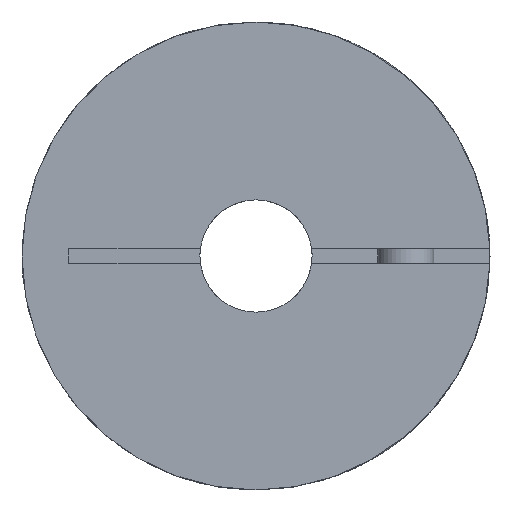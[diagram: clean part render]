
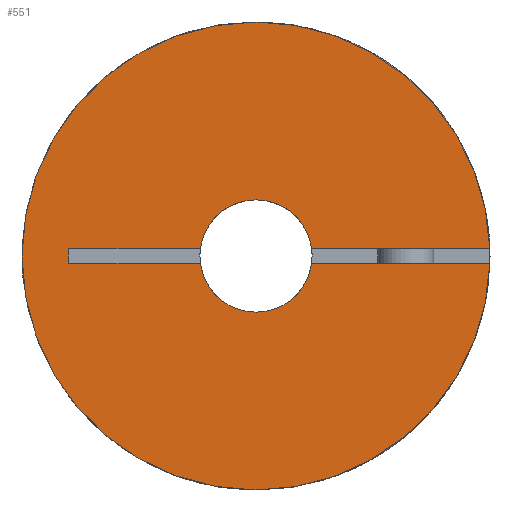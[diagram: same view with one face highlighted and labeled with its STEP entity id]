
A CAD part, left-side view. The second image highlights one B-rep face of the part: STEP entity #551.
In plain terms, the highlighted planar face has unit normal (-1, 0, 0).
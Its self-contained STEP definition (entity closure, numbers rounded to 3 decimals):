
#551=ADVANCED_FACE('',(#1207),#1208,.T.);
#1207=FACE_OUTER_BOUND('',#2383,.T.);
#1208=PLANE('',#2384);
#2383=EDGE_LOOP('',(#3664,#3665,#3666,#3667,#3668,#3669,#3670,#3671,#3672,#3673,#3674,#3675));
#2384=AXIS2_PLACEMENT_3D('',#3676,#3677,#3678);
#3664=ORIENTED_EDGE('',*,*,#4406,.T.);
#3665=ORIENTED_EDGE('',*,*,#4395,.T.);
#3666=ORIENTED_EDGE('',*,*,#4422,.F.);
#3667=ORIENTED_EDGE('',*,*,#4529,.F.);
#3668=ORIENTED_EDGE('',*,*,#4428,.T.);
#3669=ORIENTED_EDGE('',*,*,#4398,.T.);
#3670=ORIENTED_EDGE('',*,*,#4404,.T.);
#3671=ORIENTED_EDGE('',*,*,#4458,.F.);
#3672=ORIENTED_EDGE('',*,*,#4315,.T.);
#3673=ORIENTED_EDGE('',*,*,#4523,.T.);
#3674=ORIENTED_EDGE('',*,*,#4325,.T.);
#3675=ORIENTED_EDGE('',*,*,#4454,.T.);
#3676=CARTESIAN_POINT('',(0.,-12.5,0.0));
#3677=DIRECTION('',(-1.0,0.0,0.0));
#3678=DIRECTION('',(0.0,-1.0,0.0));
#4315=EDGE_CURVE('',#4994,#4991,#4995,.T.);
#4325=EDGE_CURVE('',#5002,#5010,#5012,.T.);
#4395=EDGE_CURVE('',#5124,#5132,#5134,.T.);
#4398=EDGE_CURVE('',#5139,#5136,#5140,.T.);
#4404=EDGE_CURVE('',#5136,#5147,#5149,.T.);
#4406=EDGE_CURVE('',#5151,#5124,#5152,.T.);
#4422=EDGE_CURVE('',#5173,#5132,#5175,.T.);
#4428=EDGE_CURVE('',#5182,#5139,#5183,.T.);
#4454=EDGE_CURVE('',#5010,#5151,#5215,.T.);
#4458=EDGE_CURVE('',#4994,#5147,#5219,.T.);
#4523=EDGE_CURVE('',#4991,#5002,#5297,.T.);
#4529=EDGE_CURVE('',#5182,#5173,#5304,.T.);
#4991=VERTEX_POINT('',#5932);
#4994=VERTEX_POINT('',#5936);
#4995=CIRCLE('',#5937,12.5);
#5002=VERTEX_POINT('',#5972);
#5010=VERTEX_POINT('',#5982);
#5012=CIRCLE('',#5985,12.5);
#5124=VERTEX_POINT('',#6243);
#5132=VERTEX_POINT('',#6253);
#5134=CIRCLE('',#6256,3.0);
#5136=VERTEX_POINT('',#6258);
#5139=VERTEX_POINT('',#6262);
#5140=CIRCLE('',#6263,3.0);
#5147=VERTEX_POINT('',#6271);
#5149=CIRCLE('',#6274,3.0);
#5151=VERTEX_POINT('',#6276);
#5152=CIRCLE('',#6277,3.0);
#5173=VERTEX_POINT('',#6302);
#5175=LINE('',#6305,#6306);
#5182=VERTEX_POINT('',#6315);
#5183=LINE('',#6316,#6317);
#5215=LINE('',#6372,#6373);
#5219=LINE('',#6378,#6379);
#5297=CIRCLE('',#6479,12.5);
#5304=LINE('',#6488,#6489);
#5932=CARTESIAN_POINT('',(0.0,0.,12.5));
#5936=CARTESIAN_POINT('',(0.0,-12.494,0.4));
#5937=AXIS2_PLACEMENT_3D('',#7120,#7121,#7122);
#5972=CARTESIAN_POINT('',(0.0,0.,-12.5));
#5982=CARTESIAN_POINT('',(0.0,-12.494,-0.4));
#5985=AXIS2_PLACEMENT_3D('',#7136,#7137,#7138);
#6243=CARTESIAN_POINT('',(0.0,0.,-3.0));
#6253=CARTESIAN_POINT('',(0.0,2.973,-0.4));
#6256=AXIS2_PLACEMENT_3D('',#7249,#7250,#7251);
#6258=CARTESIAN_POINT('',(0.0,0.,3.0));
#6262=CARTESIAN_POINT('',(0.0,2.973,0.4));
#6263=AXIS2_PLACEMENT_3D('',#7253,#7254,#7255);
#6271=CARTESIAN_POINT('',(0.0,-2.973,0.4));
#6274=AXIS2_PLACEMENT_3D('',#7264,#7265,#7266);
#6276=CARTESIAN_POINT('',(0.0,-2.973,-0.4));
#6277=AXIS2_PLACEMENT_3D('',#7267,#7268,#7269);
#6302=CARTESIAN_POINT('',(0.0,10.0,-0.4));
#6305=CARTESIAN_POINT('',(0.0,10.0,-0.4));
#6306=VECTOR('',#7296,8.554);
#6315=CARTESIAN_POINT('',(0.0,10.0,0.4));
#6316=CARTESIAN_POINT('',(0.,10.0,0.4));
#6317=VECTOR('',#7302,8.554);
#6372=CARTESIAN_POINT('',(0.,-12.494,-0.4));
#6373=VECTOR('',#7330,11.048);
#6378=CARTESIAN_POINT('',(0.0,-12.494,0.4));
#6379=VECTOR('',#7335,11.048);
#6479=AXIS2_PLACEMENT_3D('',#7397,#7398,#7399);
#6488=CARTESIAN_POINT('',(0.0,10.0,0.4));
#6489=VECTOR('',#7408,0.8);
#7120=CARTESIAN_POINT('',(0.,0.,0.0));
#7121=DIRECTION('',(-1.0,0.0,0.0));
#7122=DIRECTION('',(0.0,0.0,-1.0));
#7136=CARTESIAN_POINT('',(0.,0.,0.0));
#7137=DIRECTION('',(-1.0,0.0,0.0));
#7138=DIRECTION('',(0.0,0.0,-1.0));
#7249=CARTESIAN_POINT('',(0.0,0.0,0.0));
#7250=DIRECTION('',(1.0,-0.0,0.0));
#7251=DIRECTION('',(0.0,0.0,-1.0));
#7253=CARTESIAN_POINT('',(0.0,0.0,0.0));
#7254=DIRECTION('',(1.0,-0.0,0.0));
#7255=DIRECTION('',(0.0,0.0,-1.0));
#7264=CARTESIAN_POINT('',(0.0,0.0,0.0));
#7265=DIRECTION('',(1.0,-0.0,0.0));
#7266=DIRECTION('',(0.0,0.0,-1.0));
#7267=CARTESIAN_POINT('',(0.0,0.0,0.0));
#7268=DIRECTION('',(1.0,-0.0,0.0));
#7269=DIRECTION('',(0.0,0.0,-1.0));
#7296=DIRECTION('',(0.0,-1.0,0.0));
#7302=DIRECTION('',(0.0,-1.0,0.0));
#7330=DIRECTION('',(0.0,1.0,0.0));
#7335=DIRECTION('',(0.0,1.0,0.0));
#7397=CARTESIAN_POINT('',(0.,0.,0.0));
#7398=DIRECTION('',(-1.0,0.0,0.0));
#7399=DIRECTION('',(0.0,0.0,-1.0));
#7408=DIRECTION('',(0.0,0.0,-1.0));
